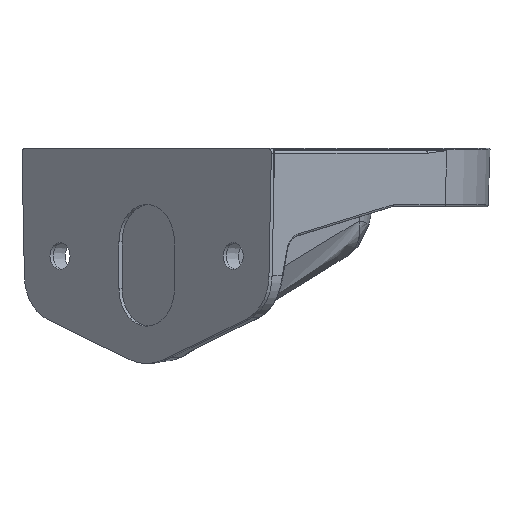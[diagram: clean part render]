
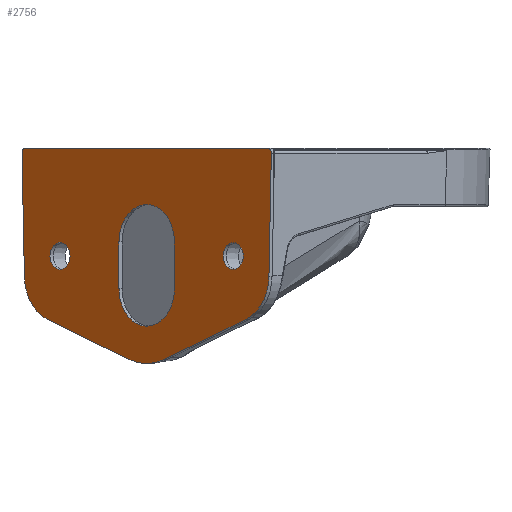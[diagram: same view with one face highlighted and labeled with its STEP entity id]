
A CAD part, left-side view. The second image highlights one B-rep face of the part: STEP entity #2756.
In plain terms, the highlighted planar face has unit normal (-0.741, 0.672, 0).
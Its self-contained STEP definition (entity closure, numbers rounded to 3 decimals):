
#1821=FACE_BOUND('',#4806,.T.);
#1822=FACE_BOUND('',#4807,.T.);
#1823=FACE_BOUND('',#4808,.T.);
#1824=FACE_BOUND('',#4809,.T.);
#2756=ADVANCED_FACE('',(#1821,#1822,#1823,#1824),#2937,.F.);
#2937=PLANE('',#16266);
#4806=EDGE_LOOP('',(#11117,#11118,#11119,#11120,#11121,#11122,#11123,#11124,
#11125,#11126));
#4807=EDGE_LOOP('',(#11127,#11128,#11129,#11130));
#4808=EDGE_LOOP('',(#11131));
#4809=EDGE_LOOP('',(#11132));
#5709=CIRCLE('',#16241,8.);
#5711=CIRCLE('',#16245,8.);
#5713=CIRCLE('',#16252,15.);
#5714=CIRCLE('',#16254,2.9);
#5716=CIRCLE('',#16259,2.9);
#5718=CIRCLE('',#16262,10.);
#5719=CIRCLE('',#16263,1.);
#5720=CIRCLE('',#16264,1.);
#5721=CIRCLE('',#16265,10.);
#6356=LINE('',#31679,#7012);
#6361=LINE('',#31694,#7017);
#6365=LINE('',#31703,#7021);
#6367=LINE('',#31707,#7023);
#6373=LINE('',#31721,#7029);
#6377=LINE('',#31737,#7033);
#6378=LINE('',#31739,#7034);
#7012=VECTOR('',#20309,1.);
#7017=VECTOR('',#20322,1.);
#7021=VECTOR('',#20328,1.);
#7023=VECTOR('',#20332,1.);
#7029=VECTOR('',#20340,1.);
#7033=VECTOR('',#20358,1.);
#7034=VECTOR('',#20361,1.);
#11117=ORIENTED_EDGE('',*,*,#14382,.F.);
#11118=ORIENTED_EDGE('',*,*,#14396,.T.);
#11119=ORIENTED_EDGE('',*,*,#14376,.F.);
#11120=ORIENTED_EDGE('',*,*,#14397,.T.);
#11121=ORIENTED_EDGE('',*,*,#14374,.F.);
#11122=ORIENTED_EDGE('',*,*,#14398,.T.);
#11123=ORIENTED_EDGE('',*,*,#14370,.F.);
#11124=ORIENTED_EDGE('',*,*,#14399,.T.);
#11125=ORIENTED_EDGE('',*,*,#14391,.F.);
#11126=ORIENTED_EDGE('',*,*,#14385,.F.);
#11127=ORIENTED_EDGE('',*,*,#14360,.F.);
#11128=ORIENTED_EDGE('',*,*,#14390,.F.);
#11129=ORIENTED_EDGE('',*,*,#14366,.F.);
#11130=ORIENTED_EDGE('',*,*,#14363,.F.);
#11131=ORIENTED_EDGE('',*,*,#14387,.F.);
#11132=ORIENTED_EDGE('',*,*,#14394,.F.);
#12310=VERTEX_POINT('',#31672);
#12311=VERTEX_POINT('',#31674);
#12313=VERTEX_POINT('',#31680);
#12315=VERTEX_POINT('',#31686);
#12318=VERTEX_POINT('',#31693);
#12319=VERTEX_POINT('',#31695);
#12322=VERTEX_POINT('',#31702);
#12323=VERTEX_POINT('',#31704);
#12324=VERTEX_POINT('',#31708);
#12325=VERTEX_POINT('',#31709);
#12330=VERTEX_POINT('',#31720);
#12331=VERTEX_POINT('',#31722);
#12333=VERTEX_POINT('',#31728);
#12334=VERTEX_POINT('',#31732);
#12336=VERTEX_POINT('',#31740);
#12338=VERTEX_POINT('',#31746);
#14360=EDGE_CURVE('',#12310,#12311,#5709,.T.);
#14363=EDGE_CURVE('',#12311,#12313,#6356,.T.);
#14366=EDGE_CURVE('',#12313,#12315,#5711,.T.);
#14370=EDGE_CURVE('',#12318,#12319,#6361,.T.);
#14374=EDGE_CURVE('',#12322,#12323,#6365,.T.);
#14376=EDGE_CURVE('',#12324,#12325,#6367,.T.);
#14382=EDGE_CURVE('',#12330,#12331,#6373,.T.);
#14385=EDGE_CURVE('',#12331,#12333,#5713,.T.);
#14387=EDGE_CURVE('',#12334,#12334,#5714,.T.);
#14390=EDGE_CURVE('',#12315,#12310,#6377,.T.);
#14391=EDGE_CURVE('',#12333,#12336,#6378,.T.);
#14394=EDGE_CURVE('',#12338,#12338,#5716,.T.);
#14396=EDGE_CURVE('',#12330,#12325,#5718,.T.);
#14397=EDGE_CURVE('',#12324,#12323,#5719,.T.);
#14398=EDGE_CURVE('',#12322,#12319,#5720,.T.);
#14399=EDGE_CURVE('',#12318,#12336,#5721,.T.);
#16241=AXIS2_PLACEMENT_3D('',#31673,#20303,#20304);
#16245=AXIS2_PLACEMENT_3D('',#31685,#20315,#20316);
#16252=AXIS2_PLACEMENT_3D('',#31727,#20346,#20347);
#16254=AXIS2_PLACEMENT_3D('',#31731,#20351,#20352);
#16259=AXIS2_PLACEMENT_3D('',#31745,#20366,#20367);
#16262=AXIS2_PLACEMENT_3D('',#31750,#20372,#20373);
#16263=AXIS2_PLACEMENT_3D('',#31751,#20374,#20375);
#16264=AXIS2_PLACEMENT_3D('',#31752,#20376,#20377);
#16265=AXIS2_PLACEMENT_3D('',#31753,#20378,#20379);
#16266=AXIS2_PLACEMENT_3D('',#31754,#20380,#20381);
#20303=DIRECTION('',(-0.741,0.672,0.));
#20304=DIRECTION('',(-0.672,-0.741,0.));
#20309=DIRECTION('',(0.,0.,1.));
#20315=DIRECTION('',(-0.741,0.672,0.));
#20316=DIRECTION('',(-0.672,-0.741,0.));
#20322=DIRECTION('',(0.018,0.019,1.));
#20328=DIRECTION('',(-0.672,-0.741,0.));
#20332=DIRECTION('',(0.018,0.019,-1.));
#20340=DIRECTION('',(0.632,0.696,-0.342));
#20346=DIRECTION('',(0.741,-0.672,0.));
#20347=DIRECTION('',(-0.672,-0.741,0.));
#20351=DIRECTION('',(-0.741,0.672,0.));
#20352=DIRECTION('',(-0.672,-0.741,0.));
#20358=DIRECTION('',(0.,0.,-1.));
#20361=DIRECTION('',(0.632,0.696,0.342));
#20366=DIRECTION('',(-0.741,0.672,0.));
#20367=DIRECTION('',(-0.672,-0.741,0.));
#20372=DIRECTION('',(-0.741,0.672,0.));
#20373=DIRECTION('',(0.672,0.741,0.));
#20374=DIRECTION('',(-0.741,0.672,0.));
#20375=DIRECTION('',(0.672,0.741,0.));
#20376=DIRECTION('',(-0.741,0.672,0.));
#20377=DIRECTION('',(0.672,0.741,0.));
#20378=DIRECTION('',(-0.741,0.672,0.));
#20379=DIRECTION('',(0.672,0.741,0.));
#20380=DIRECTION('',(0.741,-0.672,0.));
#20381=DIRECTION('',(0.672,0.741,0.));
#31672=CARTESIAN_POINT('',(-33.918,39.75,-313.494));
#31673=CARTESIAN_POINT('',(-39.294,33.826,-313.494));
#31674=CARTESIAN_POINT('',(-44.67,27.902,-313.494));
#31679=CARTESIAN_POINT('',(-44.67,27.902,-313.494));
#31680=CARTESIAN_POINT('',(-44.67,27.902,-303.494));
#31685=CARTESIAN_POINT('',(-39.294,33.826,-303.494));
#31686=CARTESIAN_POINT('',(-33.918,39.75,-303.494));
#31693=CARTESIAN_POINT('',(-15.583,59.954,-310.873));
#31694=CARTESIAN_POINT('',(-15.702,59.822,-317.68));
#31695=CARTESIAN_POINT('',(-15.119,60.465,-284.52));
#31702=CARTESIAN_POINT('',(-15.791,59.724,-283.494));
#31703=CARTESIAN_POINT('',(-15.101,60.485,-283.494));
#31704=CARTESIAN_POINT('',(-62.798,7.927,-283.494));
#31707=CARTESIAN_POINT('',(-63.487,7.167,-283.494));
#31708=CARTESIAN_POINT('',(-63.469,7.187,-284.52));
#31709=CARTESIAN_POINT('',(-63.006,7.698,-310.873));
#31720=CARTESIAN_POINT('',(-58.586,12.568,-320.008));
#31721=CARTESIAN_POINT('',(-62.886,7.83,-317.68));
#31722=CARTESIAN_POINT('',(-42.742,30.027,-328.589));
#31727=CARTESIAN_POINT('',(-39.294,33.826,-314.494));
#31728=CARTESIAN_POINT('',(-35.846,37.625,-328.589));
#31731=CARTESIAN_POINT('',(-56.095,15.313,-306.494));
#31732=CARTESIAN_POINT('',(-58.044,13.165,-306.494));
#31737=CARTESIAN_POINT('',(-33.918,39.75,-303.494));
#31739=CARTESIAN_POINT('',(-35.846,37.625,-328.589));
#31740=CARTESIAN_POINT('',(-20.002,55.084,-320.008));
#31745=CARTESIAN_POINT('',(-22.493,52.339,-306.494));
#31746=CARTESIAN_POINT('',(-24.442,50.191,-306.494));
#31750=CARTESIAN_POINT('',(-56.288,15.101,-310.611));
#31751=CARTESIAN_POINT('',(-62.798,7.927,-284.494));
#31752=CARTESIAN_POINT('',(-15.791,59.724,-284.494));
#31753=CARTESIAN_POINT('',(-22.301,52.551,-310.611));
#31754=CARTESIAN_POINT('',(-39.294,33.826,-314.494));
